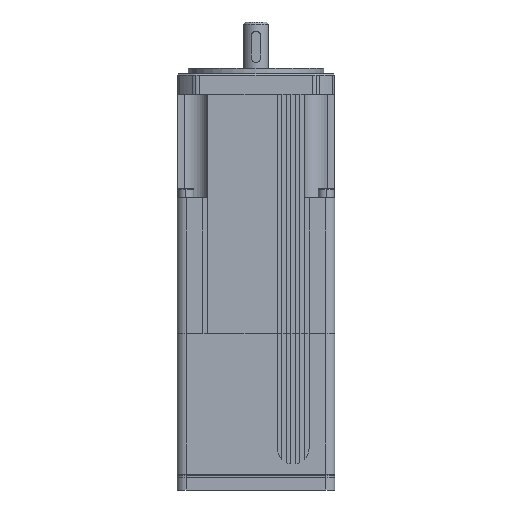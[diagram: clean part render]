
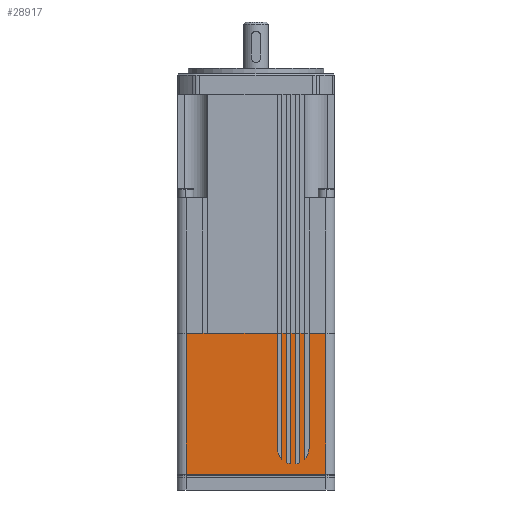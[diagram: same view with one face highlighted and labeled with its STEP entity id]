
A CAD part, front view. The second image highlights one B-rep face of the part: STEP entity #28917.
In plain terms, the highlighted planar face has unit normal (0, -1, 0).
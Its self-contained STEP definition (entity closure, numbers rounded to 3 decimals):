
#26894=CARTESIAN_POINT('',(-21.5,-35.,0.0));
#26895=VERTEX_POINT('',#26894);
#26910=CARTESIAN_POINT('',(-23.5,-35.,0.0));
#26911=VERTEX_POINT('',#26910);
#26918=CARTESIAN_POINT('',(-21.5,-35.,0.0));
#26919=DIRECTION('',(-1.0,0.0,0.0));
#26920=VECTOR('',#26919,2.);
#26921=LINE('',#26918,#26920);
#26922=EDGE_CURVE('',#26895,#26911,#26921,.T.);
#27511=CARTESIAN_POINT('',(17.5,-35.,-57.928));
#27512=VERTEX_POINT('',#27511);
#27519=CARTESIAN_POINT('',(19.5,-35.,-57.325));
#27520=VERTEX_POINT('',#27519);
#27521=CARTESIAN_POINT('',(16.5,-35.,-51.));
#27522=DIRECTION('',(0.0,1.0,0.0));
#27523=DIRECTION('',(-1.0,0.0,0.0));
#27524=AXIS2_PLACEMENT_3D('',#27521,#27522,#27523);
#27525=CIRCLE('',#27524,7.);
#27526=EDGE_CURVE('',#27520,#27512,#27525,.T.);
#27553=CARTESIAN_POINT('',(21.5,-35.,-55.899));
#27554=VERTEX_POINT('',#27553);
#27561=CARTESIAN_POINT('',(23.5,-35.,-51.));
#27562=VERTEX_POINT('',#27561);
#27563=CARTESIAN_POINT('',(16.5,-35.,-51.));
#27564=DIRECTION('',(0.0,1.0,0.0));
#27565=DIRECTION('',(-1.0,0.0,0.0));
#27566=AXIS2_PLACEMENT_3D('',#27563,#27564,#27565);
#27567=CIRCLE('',#27566,7.);
#27568=EDGE_CURVE('',#27562,#27554,#27567,.T.);
#27595=CARTESIAN_POINT('',(9.5,-35.,-51.));
#27596=VERTEX_POINT('',#27595);
#27603=CARTESIAN_POINT('',(11.5,-35.,-55.899));
#27604=VERTEX_POINT('',#27603);
#27605=CARTESIAN_POINT('',(16.5,-35.,-51.));
#27606=DIRECTION('',(0.0,1.0,0.0));
#27607=DIRECTION('',(-1.0,0.0,0.0));
#27608=AXIS2_PLACEMENT_3D('',#27605,#27606,#27607);
#27609=CIRCLE('',#27608,7.);
#27610=EDGE_CURVE('',#27604,#27596,#27609,.T.);
#27637=CARTESIAN_POINT('',(13.5,-35.,-57.325));
#27638=VERTEX_POINT('',#27637);
#27645=CARTESIAN_POINT('',(15.5,-35.,-57.928));
#27646=VERTEX_POINT('',#27645);
#27647=CARTESIAN_POINT('',(16.5,-35.,-51.));
#27648=DIRECTION('',(0.0,1.0,0.0));
#27649=DIRECTION('',(-1.0,0.0,0.0));
#27650=AXIS2_PLACEMENT_3D('',#27647,#27648,#27649);
#27651=CIRCLE('',#27650,7.);
#27652=EDGE_CURVE('',#27646,#27638,#27651,.T.);
#27837=CARTESIAN_POINT('',(23.5,-35.0,0.0));
#27838=VERTEX_POINT('',#27837);
#27839=CARTESIAN_POINT('',(23.5,-35.0,0.0));
#27840=DIRECTION('',(0.0,0.0,-1.0));
#27841=VECTOR('',#27840,51.);
#27842=LINE('',#27839,#27841);
#27843=EDGE_CURVE('',#27838,#27562,#27842,.T.);
#27883=CARTESIAN_POINT('',(21.5,-35.0,0.0));
#27884=VERTEX_POINT('',#27883);
#27891=CARTESIAN_POINT('',(21.5,-35.,-55.899));
#27892=DIRECTION('',(0.0,0.0,1.0));
#27893=VECTOR('',#27892,55.899);
#27894=LINE('',#27891,#27893);
#27895=EDGE_CURVE('',#27554,#27884,#27894,.T.);
#28134=CARTESIAN_POINT('',(11.5,-35.0,0.0));
#28135=VERTEX_POINT('',#28134);
#28136=CARTESIAN_POINT('',(11.5,-35.0,0.0));
#28137=DIRECTION('',(0.0,0.0,-1.0));
#28138=VECTOR('',#28137,55.899);
#28139=LINE('',#28136,#28138);
#28140=EDGE_CURVE('',#28135,#27604,#28139,.T.);
#28191=CARTESIAN_POINT('',(9.5,-35.,0.0));
#28192=VERTEX_POINT('',#28191);
#28199=CARTESIAN_POINT('',(9.5,-35.,-51.));
#28200=DIRECTION('',(0.0,0.0,1.0));
#28201=VECTOR('',#28200,51.);
#28202=LINE('',#28199,#28201);
#28203=EDGE_CURVE('',#27596,#28192,#28202,.T.);
#28213=CARTESIAN_POINT('',(15.5,-35.0,0.0));
#28214=VERTEX_POINT('',#28213);
#28215=CARTESIAN_POINT('',(15.5,-35.0,0.0));
#28216=DIRECTION('',(0.0,0.0,-1.0));
#28217=VECTOR('',#28216,57.928);
#28218=LINE('',#28215,#28217);
#28219=EDGE_CURVE('',#28214,#27646,#28218,.T.);
#28269=CARTESIAN_POINT('',(13.5,-35.0,0.0));
#28270=VERTEX_POINT('',#28269);
#28277=CARTESIAN_POINT('',(13.5,-35.,-57.325));
#28278=DIRECTION('',(0.0,0.0,1.0));
#28279=VECTOR('',#28278,57.325);
#28280=LINE('',#28277,#28279);
#28281=EDGE_CURVE('',#27638,#28270,#28280,.T.);
#28520=CARTESIAN_POINT('',(19.5,-35.0,0.0));
#28521=VERTEX_POINT('',#28520);
#28522=CARTESIAN_POINT('',(19.5,-35.0,0.0));
#28523=DIRECTION('',(0.0,0.0,-1.0));
#28524=VECTOR('',#28523,57.325);
#28525=LINE('',#28522,#28524);
#28526=EDGE_CURVE('',#28521,#27520,#28525,.T.);
#28576=CARTESIAN_POINT('',(17.5,-35.0,0.0));
#28577=VERTEX_POINT('',#28576);
#28584=CARTESIAN_POINT('',(17.5,-35.,-57.928));
#28585=DIRECTION('',(0.0,0.0,1.0));
#28586=VECTOR('',#28585,57.928);
#28587=LINE('',#28584,#28586);
#28588=EDGE_CURVE('',#27512,#28577,#28587,.T.);
#28835=CARTESIAN_POINT('',(-21.5,-35.,-63.));
#28836=DIRECTION('',(0.0,-1.0,0.0));
#28837=DIRECTION('',(0.0,0.0,-1.0));
#28838=AXIS2_PLACEMENT_3D('',#28835,#28836,#28837);
#28839=PLANE('',#28838);
#28840=ORIENTED_EDGE('',*,*,#28588,.T.);
#28841=CARTESIAN_POINT('',(15.5,-35.0,0.0));
#28842=DIRECTION('',(1.0,0.0,0.0));
#28843=VECTOR('',#28842,2.);
#28844=LINE('',#28841,#28843);
#28845=EDGE_CURVE('',#28214,#28577,#28844,.T.);
#28846=ORIENTED_EDGE('',*,*,#28845,.F.);
#28847=ORIENTED_EDGE('',*,*,#28219,.T.);
#28848=ORIENTED_EDGE('',*,*,#27652,.T.);
#28849=ORIENTED_EDGE('',*,*,#28281,.T.);
#28850=CARTESIAN_POINT('',(11.5,-35.0,0.0));
#28851=DIRECTION('',(1.0,0.0,0.0));
#28852=VECTOR('',#28851,2.);
#28853=LINE('',#28850,#28852);
#28854=EDGE_CURVE('',#28135,#28270,#28853,.T.);
#28855=ORIENTED_EDGE('',*,*,#28854,.F.);
#28856=ORIENTED_EDGE('',*,*,#28140,.T.);
#28857=ORIENTED_EDGE('',*,*,#27610,.T.);
#28858=ORIENTED_EDGE('',*,*,#28203,.T.);
#28859=CARTESIAN_POINT('',(-21.5,-35.,0.0));
#28860=DIRECTION('',(1.0,0.0,0.0));
#28861=VECTOR('',#28860,31.);
#28862=LINE('',#28859,#28861);
#28863=EDGE_CURVE('',#26895,#28192,#28862,.T.);
#28864=ORIENTED_EDGE('',*,*,#28863,.F.);
#28865=ORIENTED_EDGE('',*,*,#26922,.T.);
#28866=CARTESIAN_POINT('',(-31.,-35.,0.0));
#28867=VERTEX_POINT('',#28866);
#28868=CARTESIAN_POINT('',(-31.,-35.,0.0));
#28869=DIRECTION('',(1.0,0.0,0.0));
#28870=VECTOR('',#28869,7.5);
#28871=LINE('',#28868,#28870);
#28872=EDGE_CURVE('',#28867,#26911,#28871,.T.);
#28873=ORIENTED_EDGE('',*,*,#28872,.F.);
#28874=CARTESIAN_POINT('',(-31.,-35.,-62.5));
#28875=VERTEX_POINT('',#28874);
#28876=CARTESIAN_POINT('',(-31.,-35.,-62.5));
#28877=DIRECTION('',(0.0,0.0,1.0));
#28878=VECTOR('',#28877,62.5);
#28879=LINE('',#28876,#28878);
#28880=EDGE_CURVE('',#28875,#28867,#28879,.T.);
#28881=ORIENTED_EDGE('',*,*,#28880,.F.);
#28882=CARTESIAN_POINT('',(31.,-35.,-62.5));
#28883=VERTEX_POINT('',#28882);
#28884=CARTESIAN_POINT('',(31.,-35.,-62.5));
#28885=DIRECTION('',(-1.0,0.0,0.0));
#28886=VECTOR('',#28885,62.);
#28887=LINE('',#28884,#28886);
#28888=EDGE_CURVE('',#28883,#28875,#28887,.T.);
#28889=ORIENTED_EDGE('',*,*,#28888,.F.);
#28890=CARTESIAN_POINT('',(31.,-35.0,0.0));
#28891=VERTEX_POINT('',#28890);
#28892=CARTESIAN_POINT('',(31.,-35.,-62.5));
#28893=DIRECTION('',(0.0,0.0,1.0));
#28894=VECTOR('',#28893,62.5);
#28895=LINE('',#28892,#28894);
#28896=EDGE_CURVE('',#28883,#28891,#28895,.T.);
#28897=ORIENTED_EDGE('',*,*,#28896,.T.);
#28898=CARTESIAN_POINT('',(23.5,-35.0,0.0));
#28899=DIRECTION('',(1.0,0.0,0.0));
#28900=VECTOR('',#28899,7.5);
#28901=LINE('',#28898,#28900);
#28902=EDGE_CURVE('',#27838,#28891,#28901,.T.);
#28903=ORIENTED_EDGE('',*,*,#28902,.F.);
#28904=ORIENTED_EDGE('',*,*,#27843,.T.);
#28905=ORIENTED_EDGE('',*,*,#27568,.T.);
#28906=ORIENTED_EDGE('',*,*,#27895,.T.);
#28907=CARTESIAN_POINT('',(19.5,-35.0,0.0));
#28908=DIRECTION('',(1.0,0.0,0.0));
#28909=VECTOR('',#28908,2.);
#28910=LINE('',#28907,#28909);
#28911=EDGE_CURVE('',#28521,#27884,#28910,.T.);
#28912=ORIENTED_EDGE('',*,*,#28911,.F.);
#28913=ORIENTED_EDGE('',*,*,#28526,.T.);
#28914=ORIENTED_EDGE('',*,*,#27526,.T.);
#28915=EDGE_LOOP('',(#28840,#28846,#28847,#28848,#28849,#28855,#28856,#28857,#28858,#28864,#28865,#28873,#28881,#28889,#28897,#28903,#28904,#28905,#28906,#28912,#28913,#28914));
#28916=FACE_OUTER_BOUND('',#28915,.T.);
#28917=ADVANCED_FACE('',(#28916),#28839,.T.);
